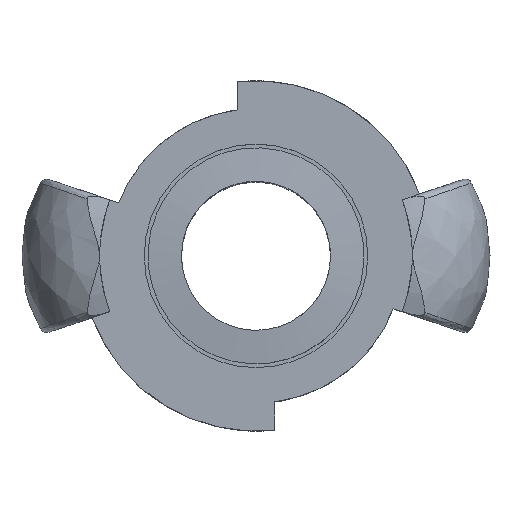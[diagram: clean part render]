
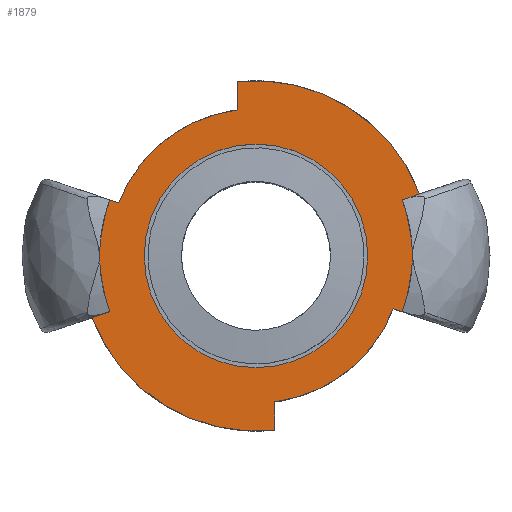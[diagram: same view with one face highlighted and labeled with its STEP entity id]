
A CAD part, top view. The second image highlights one B-rep face of the part: STEP entity #1879.
In plain terms, the highlighted planar face has unit normal (0, 0, 1).
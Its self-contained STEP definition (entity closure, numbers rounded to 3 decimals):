
#148=FACE_BOUND('',#552,.T.);
#208=LINE('',#3924,#301);
#212=LINE('',#4032,#305);
#215=LINE('',#4039,#308);
#220=LINE('',#4048,#313);
#226=LINE('',#4098,#319);
#230=LINE('',#4126,#323);
#301=VECTOR('',#2404,10.);
#305=VECTOR('',#2416,10.);
#308=VECTOR('',#2421,10.);
#313=VECTOR('',#2428,10.);
#319=VECTOR('',#2440,10.);
#323=VECTOR('',#2448,10.);
#367=PLANE('',#2065);
#453=FACE_OUTER_BOUND('',#551,.T.);
#551=EDGE_LOOP('',(#1606,#1607,#1608,#1609,#1610,#1611,#1612,#1613,#1614,
#1615,#1616,#1617));
#552=EDGE_LOOP('',(#1618,#1619));
#626=CIRCLE('',#2024,15.);
#627=CIRCLE('',#2025,15.);
#628=CIRCLE('',#2027,19.75);
#631=CIRCLE('',#2031,19.75);
#637=CIRCLE('',#2049,23.514);
#640=CIRCLE('',#2055,23.497);
#644=CIRCLE('',#2066,25.5);
#645=CIRCLE('',#2067,25.5);
#790=VERTEX_POINT('',#3730);
#791=VERTEX_POINT('',#3731);
#792=VERTEX_POINT('',#3736);
#793=VERTEX_POINT('',#3738);
#799=VERTEX_POINT('',#3786);
#800=VERTEX_POINT('',#3788);
#810=VERTEX_POINT('',#3922);
#816=VERTEX_POINT('',#4030);
#818=VERTEX_POINT('',#4036);
#819=VERTEX_POINT('',#4038);
#821=VERTEX_POINT('',#4044);
#826=VERTEX_POINT('',#4094);
#830=VERTEX_POINT('',#4123);
#831=VERTEX_POINT('',#4125);
#1031=EDGE_CURVE('',#790,#791,#626,.T.);
#1032=EDGE_CURVE('',#791,#790,#627,.T.);
#1035=EDGE_CURVE('',#792,#793,#628,.T.);
#1043=EDGE_CURVE('',#799,#800,#631,.T.);
#1056=EDGE_CURVE('',#810,#792,#208,.T.);
#1065=EDGE_CURVE('',#816,#799,#212,.T.);
#1068=EDGE_CURVE('',#818,#819,#215,.T.);
#1073=EDGE_CURVE('',#821,#800,#220,.T.);
#1081=EDGE_CURVE('',#826,#793,#226,.T.);
#1086=EDGE_CURVE('',#830,#831,#230,.T.);
#1093=EDGE_CURVE('',#818,#821,#637,.T.);
#1096=EDGE_CURVE('',#830,#826,#640,.T.);
#1106=EDGE_CURVE('',#831,#816,#644,.T.);
#1107=EDGE_CURVE('',#819,#810,#645,.T.);
#1606=ORIENTED_EDGE('',*,*,#1093,.T.);
#1607=ORIENTED_EDGE('',*,*,#1073,.T.);
#1608=ORIENTED_EDGE('',*,*,#1043,.F.);
#1609=ORIENTED_EDGE('',*,*,#1065,.F.);
#1610=ORIENTED_EDGE('',*,*,#1106,.F.);
#1611=ORIENTED_EDGE('',*,*,#1086,.F.);
#1612=ORIENTED_EDGE('',*,*,#1096,.T.);
#1613=ORIENTED_EDGE('',*,*,#1081,.T.);
#1614=ORIENTED_EDGE('',*,*,#1035,.F.);
#1615=ORIENTED_EDGE('',*,*,#1056,.F.);
#1616=ORIENTED_EDGE('',*,*,#1107,.F.);
#1617=ORIENTED_EDGE('',*,*,#1068,.F.);
#1618=ORIENTED_EDGE('',*,*,#1031,.T.);
#1619=ORIENTED_EDGE('',*,*,#1032,.T.);
#1879=ADVANCED_FACE('',(#453,#148),#367,.F.);
#2024=AXIS2_PLACEMENT_3D('',#3732,#2372,#2373);
#2025=AXIS2_PLACEMENT_3D('',#3733,#2374,#2375);
#2027=AXIS2_PLACEMENT_3D('',#3739,#2380,#2381);
#2031=AXIS2_PLACEMENT_3D('',#3789,#2391,#2392);
#2049=AXIS2_PLACEMENT_3D('',#4155,#2459,#2460);
#2055=AXIS2_PLACEMENT_3D('',#4161,#2471,#2472);
#2065=AXIS2_PLACEMENT_3D('',#4215,#2495,#2496);
#2066=AXIS2_PLACEMENT_3D('',#4216,#2497,#2498);
#2067=AXIS2_PLACEMENT_3D('',#4217,#2499,#2500);
#2372=DIRECTION('center_axis',(0.,0.,-1.));
#2373=DIRECTION('ref_axis',(0.,-1.,0.));
#2374=DIRECTION('center_axis',(0.,0.,-1.));
#2375=DIRECTION('ref_axis',(0.,-1.,0.));
#2380=DIRECTION('center_axis',(0.,0.,-1.));
#2381=DIRECTION('ref_axis',(-1.,0.,0.));
#2391=DIRECTION('center_axis',(0.,0.,-1.));
#2392=DIRECTION('ref_axis',(-1.,0.,0.));
#2404=DIRECTION('',(0.948,-0.319,0.));
#2416=DIRECTION('',(-0.948,0.319,0.));
#2421=DIRECTION('',(-0.948,-0.319,0.));
#2428=DIRECTION('',(0.,1.,0.));
#2440=DIRECTION('',(0.,-1.,0.));
#2448=DIRECTION('',(0.948,0.319,0.));
#2459=DIRECTION('center_axis',(0.,0.,1.));
#2460=DIRECTION('ref_axis',(-0.936,-0.353,0.));
#2471=DIRECTION('center_axis',(0.,0.,1.));
#2472=DIRECTION('ref_axis',(0.936,0.353,0.));
#2495=DIRECTION('center_axis',(0.,0.,-1.));
#2496=DIRECTION('ref_axis',(-1.,0.,0.));
#2497=DIRECTION('center_axis',(0.,0.,-1.));
#2498=DIRECTION('ref_axis',(0.,-1.,0.));
#2499=DIRECTION('center_axis',(0.,0.,-1.));
#2500=DIRECTION('ref_axis',(0.,-1.,0.));
#3730=CARTESIAN_POINT('',(0.,-15.,0.));
#3731=CARTESIAN_POINT('',(0.,15.,0.));
#3732=CARTESIAN_POINT('Origin',(0.,0.,0.));
#3733=CARTESIAN_POINT('Origin',(0.,0.,0.));
#3736=CARTESIAN_POINT('',(-18.429,7.101,0.));
#3738=CARTESIAN_POINT('',(-2.5,19.591,0.));
#3739=CARTESIAN_POINT('Origin',(0.,0.,0.));
#3786=CARTESIAN_POINT('',(18.429,-7.101,0.));
#3788=CARTESIAN_POINT('',(2.5,-19.591,0.));
#3789=CARTESIAN_POINT('Origin',(0.,0.,0.));
#3922=CARTESIAN_POINT('',(-23.883,8.937,0.));
#3924=CARTESIAN_POINT('',(-12.197,5.002,0.));
#4030=CARTESIAN_POINT('',(23.883,-8.937,0.));
#4032=CARTESIAN_POINT('',(16.054,-6.301,0.));
#4036=CARTESIAN_POINT('',(-22.,-8.303,0.));
#4038=CARTESIAN_POINT('',(-23.883,-8.937,0.));
#4039=CARTESIAN_POINT('',(-11.008,-4.601,0.));
#4044=CARTESIAN_POINT('',(2.5,-23.381,0.));
#4048=CARTESIAN_POINT('',(2.5,0.,0.));
#4094=CARTESIAN_POINT('',(-2.5,23.364,0.));
#4098=CARTESIAN_POINT('',(-2.5,0.,0.));
#4123=CARTESIAN_POINT('',(21.984,8.298,0.));
#4125=CARTESIAN_POINT('',(23.883,8.937,0.));
#4126=CARTESIAN_POINT('',(7.151,3.302,0.));
#4155=CARTESIAN_POINT('Origin',(0.,0.,0.));
#4161=CARTESIAN_POINT('Origin',(0.,0.,0.));
#4215=CARTESIAN_POINT('Origin',(0.,-12.75,0.));
#4216=CARTESIAN_POINT('Origin',(0.,0.,0.));
#4217=CARTESIAN_POINT('Origin',(0.,0.,0.));
